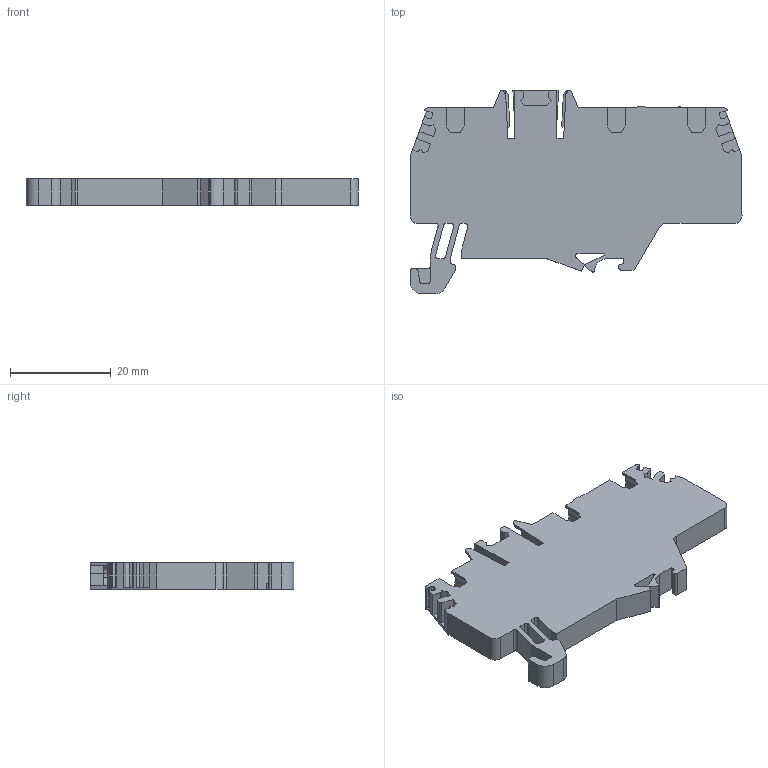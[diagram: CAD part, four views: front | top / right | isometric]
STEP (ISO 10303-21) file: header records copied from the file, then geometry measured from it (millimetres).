
FILE_DESCRIPTION((''),'2;1');
FILE_NAME('ASM0001_ASM','2022-07-15T08:19:56',('klemen.sitar'),('Audax d.o.o.'),'CREO PARAMETRIC BY PTC INC, 2021304','CREO PARAMETRIC BY PTC INC, 2021304','');
FILE_SCHEMA(('AP242_MANAGED_MODEL_BASED_3D_ENGINEERING_MIM_LF { 1 0 10303 442 1 1 4 }'));
Length unit declared in the file: millimetre
Products named in the file (2): HMM_2-1_2-93330; ASM0001_ASM
Assembly tree (1 placements, depth 2):
  ASM0001_ASM
    HMM_2-1_2-93330
Bounding box: 66 x 40.5 x 5.2 mm (x, y, z)
Volume: 8634.2 mm3; surface area: 6009.6 mm2
Topology: 1 solids, 1 shells, 297 faces, 865 edges, 573 vertices
Faces by surface type: plane 237, cylinder 60
Entity records: 14586 total; most frequent: CARTESIAN_POINT 1743, ORIENTED_EDGE 1730, DIRECTION 1595, PRESENTATION_STYLE_ASSIGNMENT 1164, STYLED_ITEM 1164, CURVE_STYLE 866, EDGE_CURVE 865, VECTOR 737
